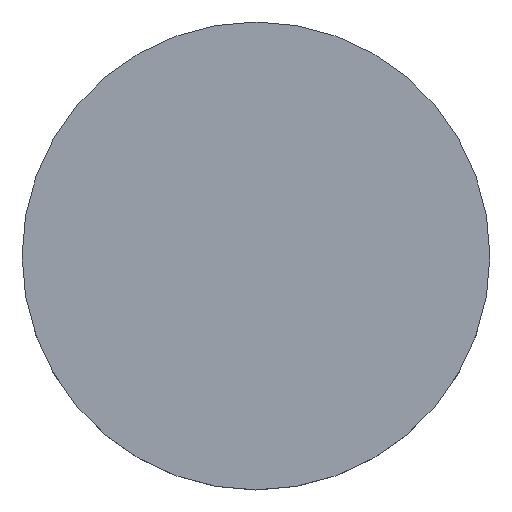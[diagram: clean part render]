
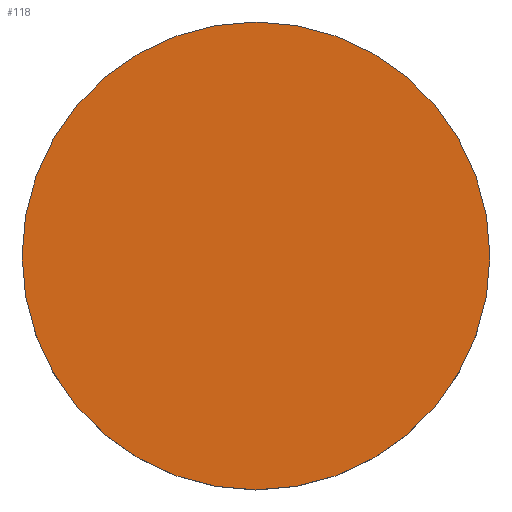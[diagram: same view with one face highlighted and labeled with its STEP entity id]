
A CAD part, top view. The second image highlights one B-rep face of the part: STEP entity #118.
In plain terms, the highlighted planar face has unit normal (0, 0, 1).
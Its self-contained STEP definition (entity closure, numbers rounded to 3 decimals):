
#11 = AXIS2_PLACEMENT_3D ( 'NONE', #175, #67, #101 ) ;
#19 = CARTESIAN_POINT ( 'NONE',  ( 0., 0., 2.1 ) ) ;
#49 = ORIENTED_EDGE ( 'NONE', *, *, #154, .F. ) ;
#57 = CIRCLE ( 'NONE', #171, 6.35 ) ;
#63 = FACE_OUTER_BOUND ( 'NONE', #180, .T. ) ;
#67 = DIRECTION ( 'NONE',  ( 0., 0., 1. ) ) ;
#71 = VERTEX_POINT ( 'NONE', #121 ) ;
#76 = DIRECTION ( 'NONE',  ( 1., 0., 0. ) ) ;
#81 = EDGE_CURVE ( 'NONE', #71, #93, #198, .T. ) ;
#93 = VERTEX_POINT ( 'NONE', #201 ) ;
#98 = ORIENTED_EDGE ( 'NONE', *, *, #81, .F. ) ;
#101 = DIRECTION ( 'NONE',  ( 1., 0., 0. ) ) ;
#118 = ADVANCED_FACE ( 'NONE', ( #63 ), #208, .T. ) ;
#121 = CARTESIAN_POINT ( 'NONE',  ( 6.35, 0., 2.1 ) ) ;
#154 = EDGE_CURVE ( 'NONE', #93, #71, #57, .T. ) ;
#171 = AXIS2_PLACEMENT_3D ( 'NONE', #232, #184, #76 ) ;
#175 = CARTESIAN_POINT ( 'NONE',  ( 0., 13.158, 2.1 ) ) ;
#180 = EDGE_LOOP ( 'NONE', ( #98, #49 ) ) ;
#181 = DIRECTION ( 'NONE',  ( 1., 0., 0. ) ) ;
#184 = DIRECTION ( 'NONE',  ( 0., 0., -1. ) ) ;
#189 = AXIS2_PLACEMENT_3D ( 'NONE', #19, #227, #181 ) ;
#198 = CIRCLE ( 'NONE', #189, 6.35 ) ;
#201 = CARTESIAN_POINT ( 'NONE',  ( -6.35, 0., 2.1 ) ) ;
#208 = PLANE ( 'NONE',  #11 ) ;
#227 = DIRECTION ( 'NONE',  ( 0., 0., -1. ) ) ;
#232 = CARTESIAN_POINT ( 'NONE',  ( 0., 0., 2.1 ) ) ;
